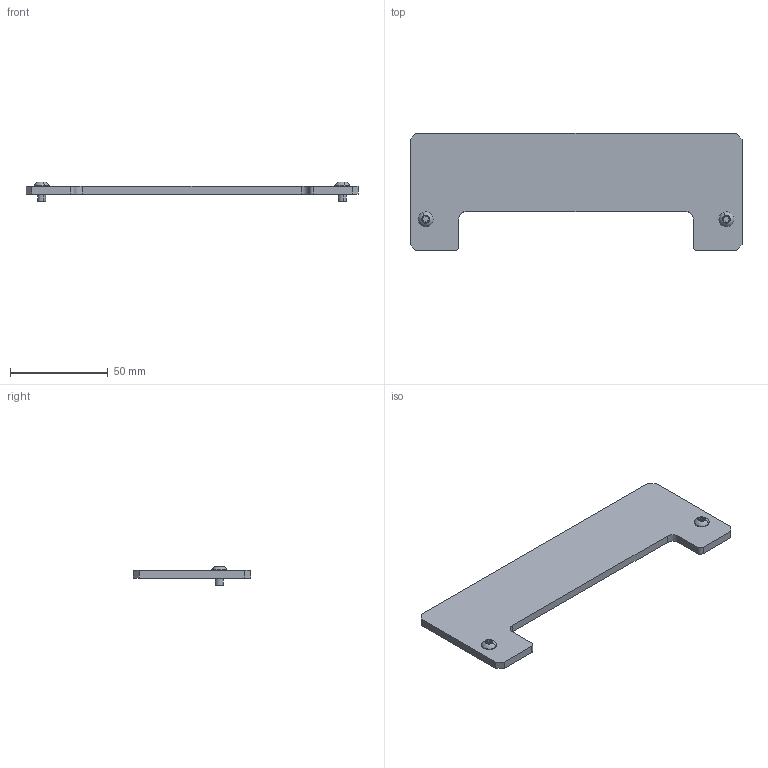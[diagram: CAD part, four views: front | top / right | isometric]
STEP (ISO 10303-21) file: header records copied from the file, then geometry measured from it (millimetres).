
FILE_DESCRIPTION (( 'STEP AP214' ), '1' );
FILE_NAME ('51320~0.STEP', '2018-10-18T08:22:23', ( '' ), ( '' ), 'SwSTEP 2.0', 'SolidWorks 2018', '' );
FILE_SCHEMA (( 'AUTOMOTIVE_DESIGN' ));
Length unit declared in the file: millimetre
Products named in the file (6): 50278~1; ISO7380~n; 50278~1_S; ISO7380~n_M04,0x008; 51320~0
Assembly tree (3 placements, depth 2):
  50278~1
  ISO7380~n
  ISO7380~n
  51320~0
    50278~1_S
    ISO7380~n_M04,0x008  x2
Bounding box: 170 x 60 x 10.2 mm (x, y, z)
Volume: 31341.4 mm3; surface area: 18041.6 mm2
Topology: 3 solids, 3 shells, 80 faces, 202 edges, 132 vertices
Faces by surface type: cylinder 50, plane 22, cone 4, torus 4
Entity records: 1740 total; most frequent: DIRECTION 311, CARTESIAN_POINT 275, ORIENTED_EDGE 262, EDGE_CURVE 131, AXIS2_PLACEMENT_3D 122, VERTEX_POINT 86, LINE 67, VECTOR 67
